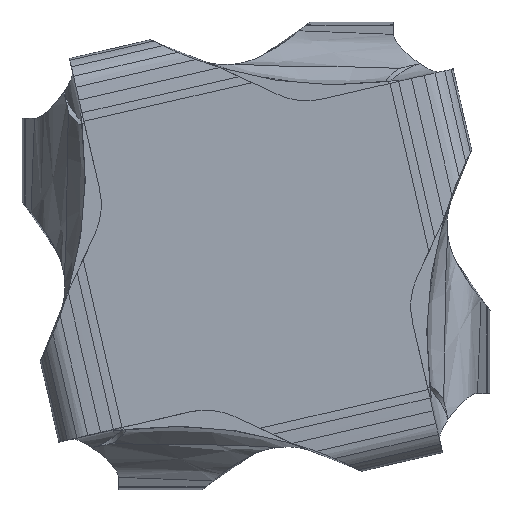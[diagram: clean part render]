
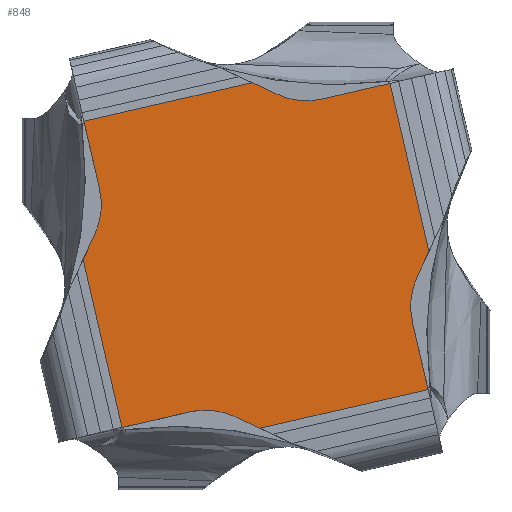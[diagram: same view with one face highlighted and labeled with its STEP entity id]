
A CAD part, top view. The second image highlights one B-rep face of the part: STEP entity #848.
In plain terms, the highlighted planar face has unit normal (0, 0, 1).
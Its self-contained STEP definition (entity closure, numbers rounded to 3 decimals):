
#195=CIRCLE('',#3883,2.);
#196=CIRCLE('',#3884,2.);
#197=CIRCLE('',#3885,2.);
#198=CIRCLE('',#3886,2.);
#234=PLANE('',#3887);
#310=LINE('',#5837,#526);
#315=LINE('',#5982,#531);
#319=LINE('',#6161,#535);
#326=LINE('',#6326,#542);
#334=LINE('',#6457,#550);
#339=LINE('',#6602,#555);
#358=LINE('',#7075,#574);
#363=LINE('',#7220,#579);
#377=LINE('',#8071,#596);
#378=LINE('',#8073,#597);
#379=LINE('',#8075,#598);
#380=LINE('',#8077,#599);
#526=VECTOR('',#4032,1.);
#531=VECTOR('',#4041,1.);
#535=VECTOR('',#4053,1.);
#542=VECTOR('',#4072,1.);
#550=VECTOR('',#4088,1.);
#555=VECTOR('',#4097,1.);
#574=VECTOR('',#4144,1.);
#579=VECTOR('',#4153,1.);
#596=VECTOR('',#4206,1.);
#597=VECTOR('',#4209,1.);
#598=VECTOR('',#4212,1.);
#599=VECTOR('',#4215,1.);
#848=ADVANCED_FACE('',(#1050),#234,.F.);
#1050=FACE_OUTER_BOUND('',#1240,.T.);
#1240=EDGE_LOOP('',(#1829,#1830,#1831,#1832,#1833,#1834,#1835,#1836,#1837,
#1838,#1839,#1840,#1841,#1842,#1843,#1844));
#1829=ORIENTED_EDGE('',*,*,#3008,.T.);
#1830=ORIENTED_EDGE('',*,*,#3224,.T.);
#1831=ORIENTED_EDGE('',*,*,#2990,.T.);
#1832=ORIENTED_EDGE('',*,*,#3225,.F.);
#1833=ORIENTED_EDGE('',*,*,#3088,.T.);
#1834=ORIENTED_EDGE('',*,*,#3226,.T.);
#1835=ORIENTED_EDGE('',*,*,#3070,.T.);
#1836=ORIENTED_EDGE('',*,*,#3227,.F.);
#1837=ORIENTED_EDGE('',*,*,#3170,.T.);
#1838=ORIENTED_EDGE('',*,*,#3228,.T.);
#1839=ORIENTED_EDGE('',*,*,#3152,.T.);
#1840=ORIENTED_EDGE('',*,*,#3229,.F.);
#1841=ORIENTED_EDGE('',*,*,#3028,.T.);
#1842=ORIENTED_EDGE('',*,*,#3230,.T.);
#1843=ORIENTED_EDGE('',*,*,#3050,.T.);
#1844=ORIENTED_EDGE('',*,*,#3231,.F.);
#2617=VERTEX_POINT('',#5838);
#2618=VERTEX_POINT('',#5839);
#2634=VERTEX_POINT('',#5981);
#2635=VERTEX_POINT('',#5983);
#2652=VERTEX_POINT('',#6160);
#2653=VERTEX_POINT('',#6162);
#2672=VERTEX_POINT('',#6327);
#2673=VERTEX_POINT('',#6328);
#2691=VERTEX_POINT('',#6458);
#2692=VERTEX_POINT('',#6459);
#2708=VERTEX_POINT('',#6601);
#2709=VERTEX_POINT('',#6603);
#2767=VERTEX_POINT('',#7076);
#2768=VERTEX_POINT('',#7077);
#2784=VERTEX_POINT('',#7219);
#2785=VERTEX_POINT('',#7221);
#2990=EDGE_CURVE('',#2617,#2618,#310,.T.);
#3008=EDGE_CURVE('',#2635,#2634,#315,.T.);
#3028=EDGE_CURVE('',#2653,#2652,#319,.T.);
#3050=EDGE_CURVE('',#2672,#2673,#326,.T.);
#3070=EDGE_CURVE('',#2691,#2692,#334,.T.);
#3088=EDGE_CURVE('',#2709,#2708,#339,.T.);
#3152=EDGE_CURVE('',#2767,#2768,#358,.T.);
#3170=EDGE_CURVE('',#2785,#2784,#363,.T.);
#3224=EDGE_CURVE('',#2634,#2617,#377,.T.);
#3225=EDGE_CURVE('',#2709,#2618,#195,.T.);
#3226=EDGE_CURVE('',#2708,#2691,#378,.T.);
#3227=EDGE_CURVE('',#2785,#2692,#196,.T.);
#3228=EDGE_CURVE('',#2784,#2767,#379,.T.);
#3229=EDGE_CURVE('',#2653,#2768,#197,.T.);
#3230=EDGE_CURVE('',#2652,#2672,#380,.T.);
#3231=EDGE_CURVE('',#2635,#2673,#198,.T.);
#3883=AXIS2_PLACEMENT_3D('',#8072,#4207,#4208);
#3884=AXIS2_PLACEMENT_3D('',#8074,#4210,#4211);
#3885=AXIS2_PLACEMENT_3D('',#8076,#4213,#4214);
#3886=AXIS2_PLACEMENT_3D('',#8078,#4216,#4217);
#3887=AXIS2_PLACEMENT_3D('',#8079,#4218,#4219);
#4032=DIRECTION('',(0.225,-0.974,0.));
#4041=DIRECTION('',(-0.906,0.423,0.));
#4053=DIRECTION('',(0.423,0.906,0.));
#4072=DIRECTION('',(-0.974,-0.225,0.));
#4088=DIRECTION('',(0.974,0.225,0.));
#4097=DIRECTION('',(-0.423,-0.906,0.));
#4144=DIRECTION('',(-0.225,0.974,0.));
#4153=DIRECTION('',(0.906,-0.423,0.));
#4206=DIRECTION('',(-0.974,-0.225,0.));
#4207=DIRECTION('',(0.,0.,1.));
#4208=DIRECTION('',(-0.225,0.974,0.));
#4209=DIRECTION('',(0.225,-0.974,0.));
#4210=DIRECTION('',(0.,0.,1.));
#4211=DIRECTION('',(-0.974,-0.225,0.));
#4212=DIRECTION('',(0.974,0.225,0.));
#4213=DIRECTION('',(0.,0.,1.));
#4214=DIRECTION('',(0.225,-0.974,0.));
#4215=DIRECTION('',(-0.225,0.974,0.));
#4216=DIRECTION('',(0.,0.,1.));
#4217=DIRECTION('',(0.974,0.225,0.));
#4218=DIRECTION('',(0.,0.,-1.));
#4219=DIRECTION('',(-0.225,0.974,0.));
#5837=CARTESIAN_POINT('',(-5.352,5.846,0.));
#5838=CARTESIAN_POINT('',(-4.881,3.803,0.));
#5839=CARTESIAN_POINT('',(-4.439,1.889,0.));
#5981=CARTESIAN_POINT('',(-0.113,4.904,0.));
#5982=CARTESIAN_POINT('',(1.82,4.003,0.));
#5983=CARTESIAN_POINT('',(0.593,4.575,0.));
#6160=CARTESIAN_POINT('',(4.904,0.113,0.));
#6161=CARTESIAN_POINT('',(4.003,-1.82,0.));
#6162=CARTESIAN_POINT('',(4.575,-0.593,0.));
#6326=CARTESIAN_POINT('',(5.846,5.352,0.));
#6327=CARTESIAN_POINT('',(3.803,4.881,0.));
#6328=CARTESIAN_POINT('',(1.889,4.439,0.));
#6457=CARTESIAN_POINT('',(-5.846,-5.352,0.));
#6458=CARTESIAN_POINT('',(-3.803,-4.881,0.));
#6459=CARTESIAN_POINT('',(-1.889,-4.439,0.));
#6601=CARTESIAN_POINT('',(-4.904,-0.113,0.));
#6602=CARTESIAN_POINT('',(-4.003,1.82,0.));
#6603=CARTESIAN_POINT('',(-4.575,0.593,0.));
#7075=CARTESIAN_POINT('',(5.352,-5.846,0.));
#7076=CARTESIAN_POINT('',(4.881,-3.803,0.));
#7077=CARTESIAN_POINT('',(4.439,-1.889,0.));
#7219=CARTESIAN_POINT('',(0.113,-4.904,0.));
#7220=CARTESIAN_POINT('',(-1.82,-4.003,0.));
#7221=CARTESIAN_POINT('',(-0.593,-4.575,0.));
#8071=CARTESIAN_POINT('',(-0.009,4.928,0.));
#8072=CARTESIAN_POINT('',(-6.387,1.439,0.));
#8073=CARTESIAN_POINT('',(-4.928,-0.009,0.));
#8074=CARTESIAN_POINT('',(-1.439,-6.387,0.));
#8075=CARTESIAN_POINT('',(0.009,-4.928,0.));
#8076=CARTESIAN_POINT('',(6.387,-1.439,0.));
#8077=CARTESIAN_POINT('',(4.928,0.009,0.));
#8078=CARTESIAN_POINT('',(1.439,6.387,0.));
#8079=CARTESIAN_POINT('',(-0.007,-7.083,0.));
